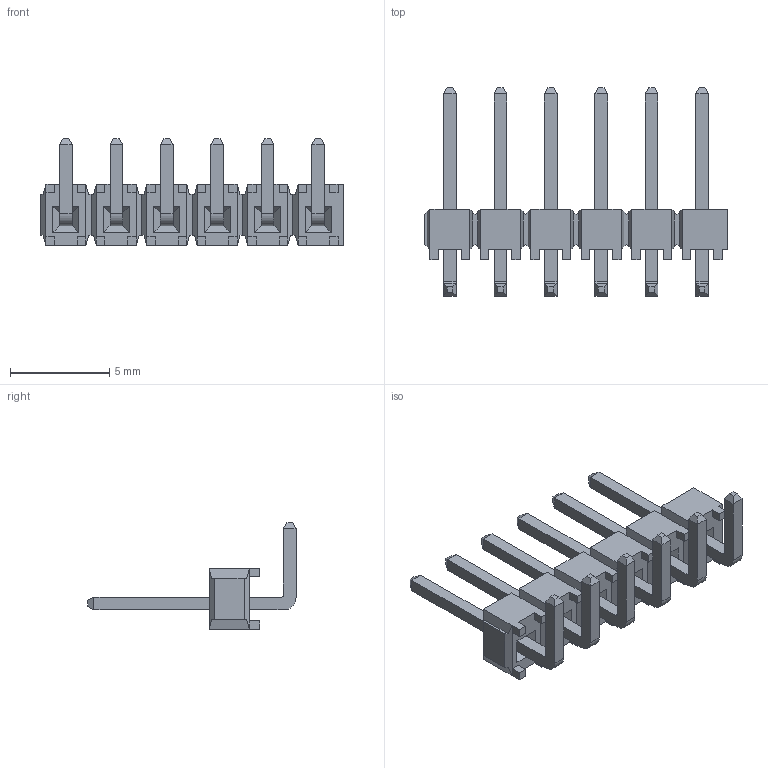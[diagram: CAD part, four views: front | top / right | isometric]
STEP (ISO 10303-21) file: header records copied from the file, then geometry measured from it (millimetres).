
FILE_DESCRIPTION (( 'STEP AP214' ), '1' );
FILE_NAME ('User Library-6 x Samtec-Header RightAngle 2_54mm Pitch.STEP', '2012-09-21T05:29:35', ( 'sysAdmin' ), ( 'SolidWorks' ), 'SwSTEP 2.0', 'SolidWorks 2012', '' );
FILE_SCHEMA (( 'AUTOMOTIVE_DESIGN' ));
Length unit declared in the file: millimetre
Products named in the file (1): User Library-6 x Samtec-Header RightAngle 2_54mm Pitch
Bounding box: 15.24 x 10.48 x 5.38 mm (x, y, z)
Volume: 118 mm3; surface area: 400.2 mm2
Topology: 1 solids, 1 shells, 358 faces, 918 edges, 574 vertices
Faces by surface type: plane 346, cylinder 12
Entity records: 14466 total; most frequent: CARTESIAN_POINT 1851, ORIENTED_EDGE 1836, DIRECTION 1660, EDGE_CURVE 918, VECTOR 894, LINE 894, VERTEX_POINT 574, AXIS2_PLACEMENT_3D 383
